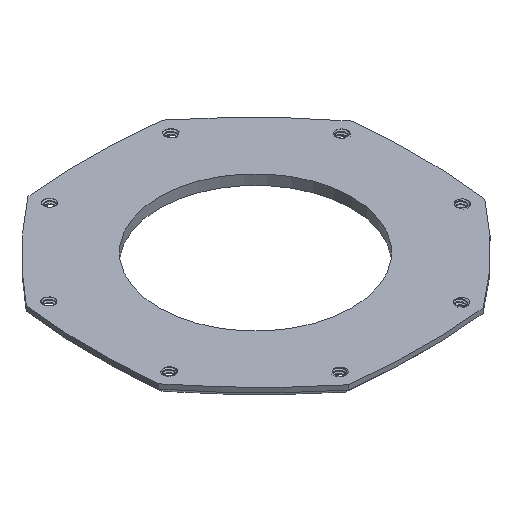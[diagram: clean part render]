
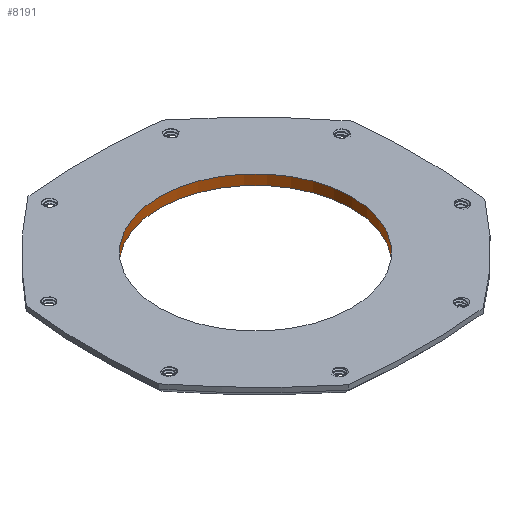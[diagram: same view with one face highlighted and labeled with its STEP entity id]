
A CAD part, isometric view. The second image highlights one B-rep face of the part: STEP entity #8191.
In plain terms, the highlighted cylindrical face has radius 12.5 mm (diameter 25 mm), a full revolution.
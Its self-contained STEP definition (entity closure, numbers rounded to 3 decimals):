
#438=FACE_OUTER_BOUND('',#899,.T.);
#899=EDGE_LOOP('',(#5919,#5920,#5921,#5922));
#1391=CIRCLE('',#8717,12.5);
#1392=CIRCLE('',#8718,12.5);
#2117=LINE('',#12826,#2803);
#2803=VECTOR('',#9456,12.5);
#3746=VERTEX_POINT('',#12823);
#3747=VERTEX_POINT('',#12825);
#4615=EDGE_CURVE('',#3746,#3746,#1391,.T.);
#4616=EDGE_CURVE('',#3746,#3747,#2117,.T.);
#4617=EDGE_CURVE('',#3747,#3747,#1392,.T.);
#5919=ORIENTED_EDGE('',*,*,#4615,.F.);
#5920=ORIENTED_EDGE('',*,*,#4616,.T.);
#5921=ORIENTED_EDGE('',*,*,#4617,.F.);
#5922=ORIENTED_EDGE('',*,*,#4616,.F.);
#8082=CYLINDRICAL_SURFACE('',#8716,12.5);
#8191=ADVANCED_FACE('',(#438),#8082,.F.);
#8716=AXIS2_PLACEMENT_3D('',#12822,#9452,#9453);
#8717=AXIS2_PLACEMENT_3D('',#12824,#9454,#9455);
#8718=AXIS2_PLACEMENT_3D('',#12827,#9457,#9458);
#9452=DIRECTION('center_axis',(0.,0.,1.));
#9453=DIRECTION('ref_axis',(1.,0.,0.));
#9454=DIRECTION('center_axis',(0.,0.,1.));
#9455=DIRECTION('ref_axis',(1.,0.,0.));
#9456=DIRECTION('',(0.,0.,1.));
#9457=DIRECTION('center_axis',(0.,0.,-1.));
#9458=DIRECTION('ref_axis',(1.,0.,0.));
#12822=CARTESIAN_POINT('Origin',(0.,0.,-10.315));
#12823=CARTESIAN_POINT('',(-12.5,0.,-10.315));
#12824=CARTESIAN_POINT('Origin',(0.,0.,-10.315));
#12825=CARTESIAN_POINT('',(-12.5,0.,-9.015));
#12826=CARTESIAN_POINT('',(-12.5,0.,-10.315));
#12827=CARTESIAN_POINT('Origin',(0.,0.,-9.015));
